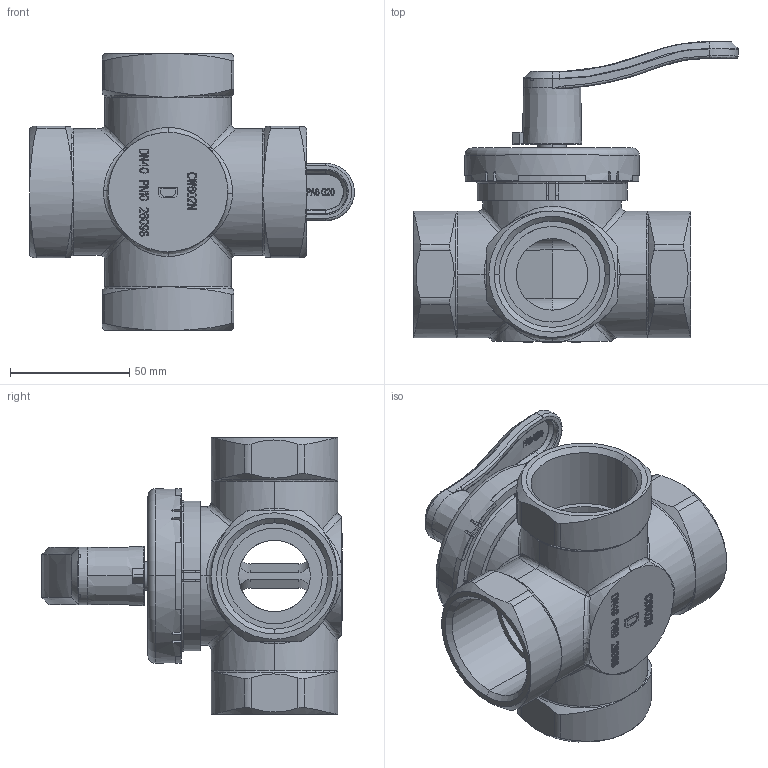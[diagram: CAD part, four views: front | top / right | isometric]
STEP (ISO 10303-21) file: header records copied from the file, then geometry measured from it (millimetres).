
FILE_DESCRIPTION((''),'2;1');
FILE_NAME('065Z0416_ASM','2015-04-07T',('u317927'),('Danfoss'),'PRO/ENGINEER BY PARAMETRIC TECHNOLOGY CORPORATION, 2014000','PRO/ENGINEER BY PARAMETRIC TECHNOLOGY CORPORATION, 2014000','');
FILE_SCHEMA(('CONFIG_CONTROL_DESIGN'));
Length unit declared in the file: millimetre
Products named in the file (8): 860U1260-BODY_1; 860U1278-PLUG_1; 860U1298-UNTRANSPARENT_1; 860U1319-COVER_1; 860U1307-HANDWHEEL_1; BOLT5_10_1; ASM0001HRB4DN40_ASM_1_ASM; 065Z0416_ASM
Assembly tree (7 placements, depth 3):
  065Z0416_ASM
    ASM0001HRB4DN40_ASM_1_ASM
      860U1260-BODY_1
      860U1278-PLUG_1
      860U1298-UNTRANSPARENT_1
      860U1319-COVER_1
      860U1307-HANDWHEEL_1
      BOLT5_10_1
Bounding box: 136.04 x 126.12 x 116 mm (x, y, z)
Volume: 242944.1 mm3; surface area: 111567.9 mm2
Topology: 6 solids, 6 shells, 1770 faces, 4960 edges, 3250 vertices
Faces by surface type: plane 1167, cylinder 287, torus 140, bspline 90, cone 63, sphere 16, extrusion 7
Entity records: 70556 total; most frequent: CARTESIAN_POINT 25943, ORIENTED_EDGE 9888, DIRECTION 8426, EDGE_CURVE 4944, VERTEX_POINT 3250, VECTOR 3178, LINE 3171, AXIS2_PLACEMENT_3D 2624
